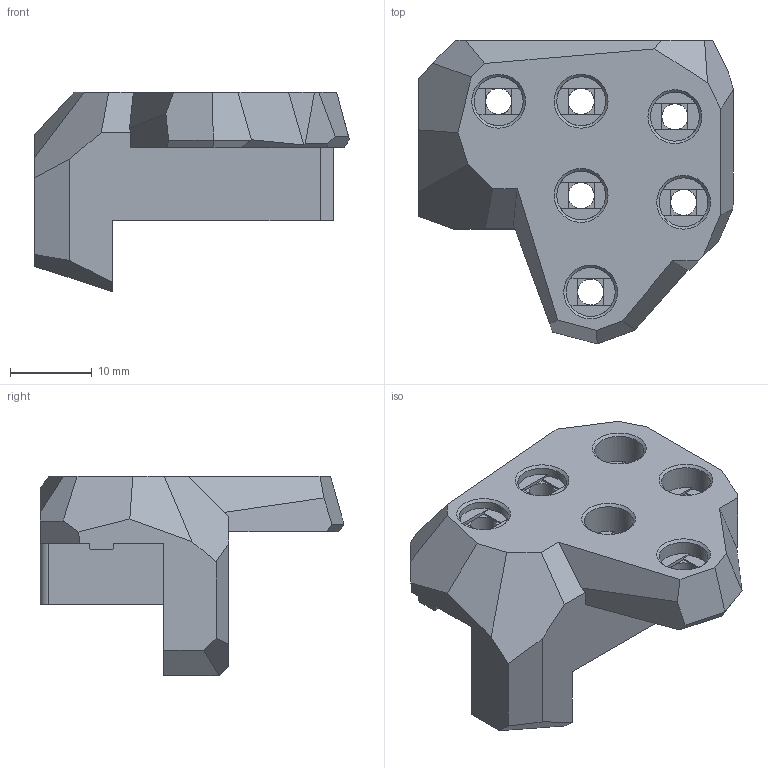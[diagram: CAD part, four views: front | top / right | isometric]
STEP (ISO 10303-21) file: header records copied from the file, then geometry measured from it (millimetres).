
FILE_DESCRIPTION(/* description */ (''),/* implementation_level */ '2;1');
FILE_NAME(/* name */ 'XY_Joint_Right_A_x1.step',/* time_stamp */ '2025-12-31T11:43:06-05:00',/* author */ (''),/* organization */ (''),/* preprocessor_version */ 'ST-DEVELOPER v20.1',/* originating_system */ 'Autodesk Translation Framework v14.21.0.0',/* authorisation */ '');
FILE_SCHEMA (('AUTOMOTIVE_DESIGN { 1 0 10303 214 3 1 1 }'));
Length unit declared in the file: millimetre
Products named in the file (1): XY Joint - Right
Bounding box: 38.62 x 37.26 x 24.46 mm (x, y, z)
Volume: 10693.7 mm3; surface area: 4860.7 mm2
Topology: 1 solids, 1 shells, 178 faces, 495 edges, 319 vertices
Faces by surface type: plane 138, cylinder 26, cone 10, bspline 4
Full cylindrical faces by diameter (mm): 3.2 x6, 6 x6
Entity records: 6178 total; most frequent: CARTESIAN_POINT 1547, ORIENTED_EDGE 990, DIRECTION 925, EDGE_CURVE 495, LINE 351, VECTOR 351, VERTEX_POINT 319, AXIS2_PLACEMENT_3D 287
